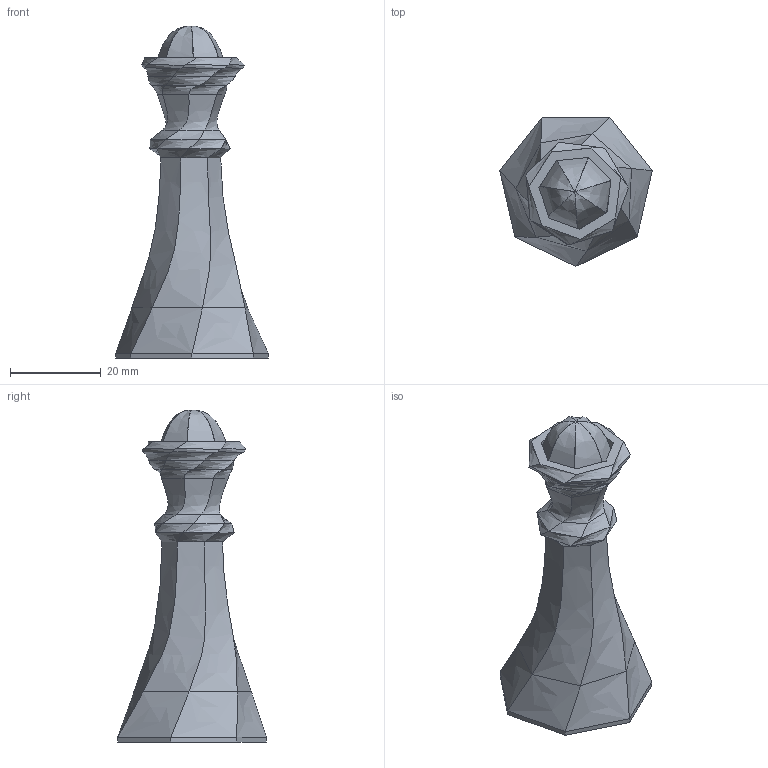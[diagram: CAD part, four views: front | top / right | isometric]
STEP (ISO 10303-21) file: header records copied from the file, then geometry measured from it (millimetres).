
FILE_DESCRIPTION(/* description */ (''),/* implementation_level */ '2;1');
FILE_NAME(/* name */ 'STEPqueen.step',/* time_stamp */ '2025-12-01T15:45:15+02:00',/* author */ (''),/* organization */ (''),/* preprocessor_version */ 'ST-DEVELOPER v20.1',/* originating_system */ 'Autodesk Translation Framework v14.21.0.0',/* authorisation */ '');
FILE_SCHEMA (('AUTOMOTIVE_DESIGN { 1 0 10303 214 3 1 1 }'));
Length unit declared in the file: millimetre
Products named in the file (3): Chess; nappulat; The Queen
Assembly tree (2 placements, depth 3):
  Chess
    nappulat
      The Queen
Bounding box: 33.56 x 32.72 x 73 mm (x, y, z)
Volume: 19442.4 mm3; surface area: 6523.1 mm2
Topology: 1 solids, 1 shells, 122 faces, 280 edges, 148 vertices
Faces by surface type: bspline 84, plane 38
Entity records: 5764 total; most frequent: CARTESIAN_POINT 3488, ORIENTED_EDGE 546, EDGE_CURVE 273, DIRECTION 264, LINE 178, VECTOR 178, VERTEX_POINT 148, EDGE_LOOP 123
